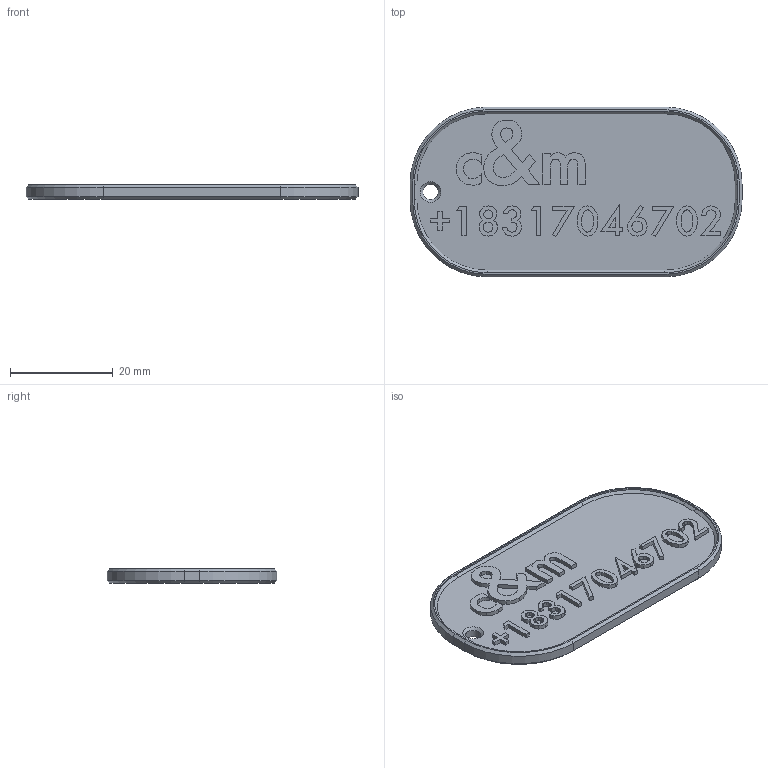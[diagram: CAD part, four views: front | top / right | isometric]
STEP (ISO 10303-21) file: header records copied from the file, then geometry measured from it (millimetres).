
FILE_DESCRIPTION(/* description */ (''),/* implementation_level */ '2;1');
FILE_NAME(/* name */ 'Luggage Tag c&m v2.step',/* time_stamp */ '2024-06-01T14:54:47-07:00',/* author */ (''),/* organization */ (''),/* preprocessor_version */ 'ST-DEVELOPER v20',/* originating_system */ 'Autodesk Translation Framework v13.14.0.145',/* authorisation */ '');
FILE_SCHEMA (('AUTOMOTIVE_DESIGN { 1 0 10303 214 3 1 1 }'));
Length unit declared in the file: millimetre
Products named in the file (1): Luggage Tag c&m
Bounding box: 64.5 x 33 x 2.8 mm (x, y, z)
Volume: 4108.4 mm3; surface area: 4656.3 mm2
Topology: 1 solids, 1 shells, 317 faces, 848 edges, 557 vertices
Faces by surface type: bspline 164, plane 131, cone 13, cylinder 9
Full cylindrical faces by diameter (mm): 3 x1
Entity records: 11350 total; most frequent: CARTESIAN_POINT 4511, ORIENTED_EDGE 1696, DIRECTION 859, EDGE_CURVE 848, VERTEX_POINT 557, LINE 489, VECTOR 489, EDGE_LOOP 343
